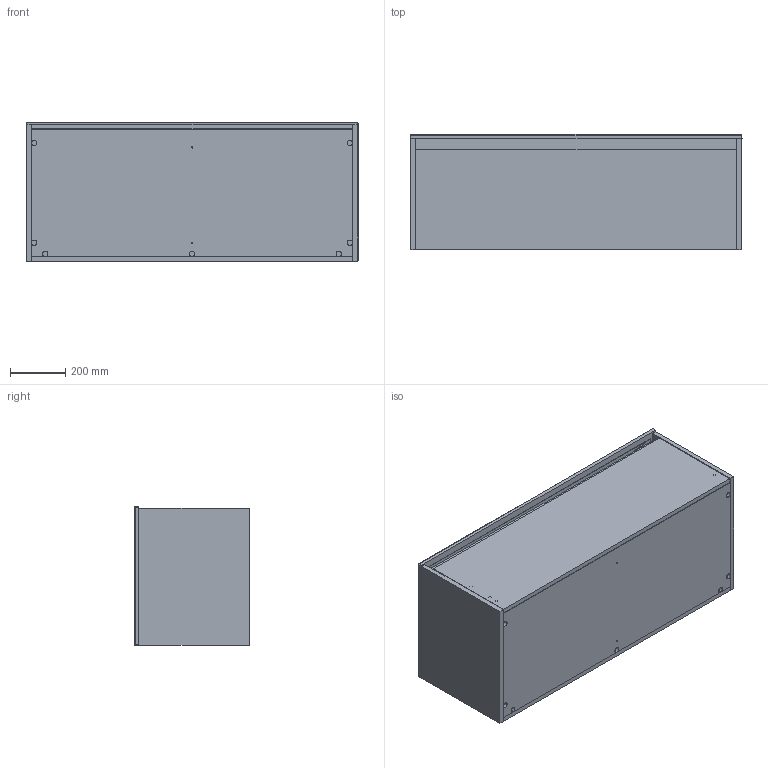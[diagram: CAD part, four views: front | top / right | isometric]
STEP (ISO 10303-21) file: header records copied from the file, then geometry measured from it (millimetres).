
FILE_DESCRIPTION (( 'STEP AP203' ), '1' );
FILE_NAME ('406_1200LW1DR_Kayla.STEP', '2022-04-06T23:46:38', ( '' ), ( '' ), 'SwSTEP 2.0', 'SolidWorks 2020', '' );
FILE_SCHEMA (( 'CONFIG_CONTROL_DESIGN' ));
Length unit declared in the file: millimetre
Products named in the file (10): F406_1200LW1DR; Top Stretcher; PL001053; PL001002; 406_1200LW1DR_Kayla; PL001052; PL001003; Lauretta_1200L; PL001054; PL001065
Assembly tree (9 placements, depth 3):
  406_1200LW1DR_Kayla
    Lauretta_1200L
    F406_1200LW1DR
      PL001003
      PL001002
      PL001054
      PL001053
      PL001052
      PL001065
      Top Stretcher
Bounding box: 1200 x 415 x 500 mm (x, y, z)
Volume: 41580489.8 mm3; surface area: 5667530.7 mm2
Topology: 8 solids, 8 shells, 258 faces, 582 edges, 356 vertices
Faces by surface type: cylinder 108, plane 86, bspline 54, sphere 8, cone 2
Entity records: 21345 total; most frequent: CARTESIAN_POINT 14813, ORIENTED_EDGE 1148, DIRECTION 1107, EDGE_CURVE 574, AXIS2_PLACEMENT_3D 432, VERTEX_POINT 356, EDGE_LOOP 308, FACE_OUTER_BOUND 258
